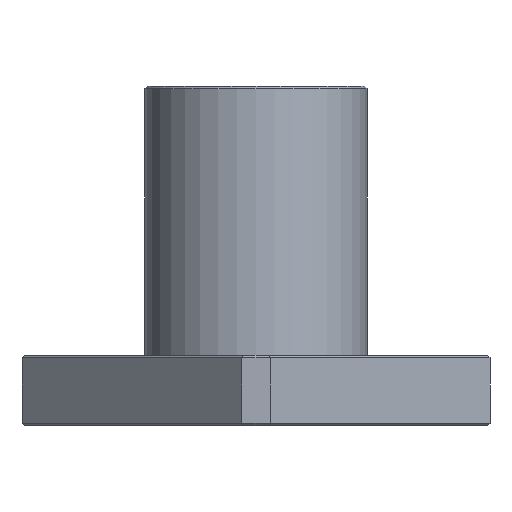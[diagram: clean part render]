
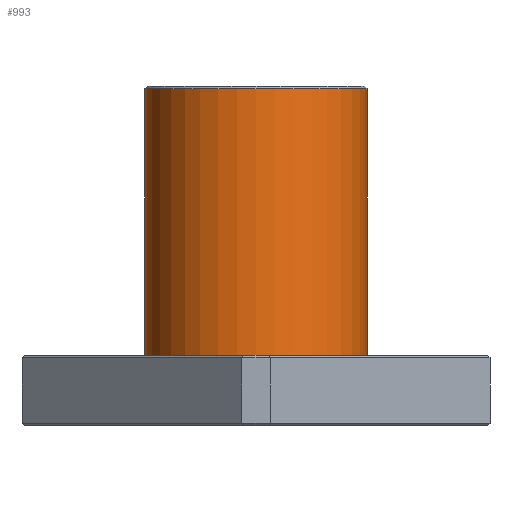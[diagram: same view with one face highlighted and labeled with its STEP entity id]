
A CAD part, front view. The second image highlights one B-rep face of the part: STEP entity #993.
In plain terms, the highlighted cylindrical face has radius 9.5 mm (diameter 19 mm), a partial arc.
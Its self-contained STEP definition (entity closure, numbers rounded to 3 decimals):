
#400 = DIRECTION ( 'NONE',  ( 0., 0., 1. ) ) ;
#404 = AXIS2_PLACEMENT_3D ( 'NONE', #7235, #400, #9373 ) ;
#412 = EDGE_CURVE ( 'NONE', #7763, #7166, #7337, .T. ) ;
#821 = CARTESIAN_POINT ( 'NONE',  ( 0., 0., 28.8 ) ) ;
#993 = ADVANCED_FACE ( 'NONE', ( #1967 ), #2912, .T. ) ;
#1199 = DIRECTION ( 'NONE',  ( 0., 0., -1. ) ) ;
#1242 = CARTESIAN_POINT ( 'NONE',  ( 9.5, 0., 6. ) ) ;
#1423 = LINE ( 'NONE', #5612, #6754 ) ;
#1581 = DIRECTION ( 'NONE',  ( 0., 0., -1. ) ) ;
#1661 = CIRCLE ( 'NONE', #3942, 9.5 ) ;
#1967 = FACE_OUTER_BOUND ( 'NONE', #4858, .T. ) ;
#2531 = AXIS2_PLACEMENT_3D ( 'NONE', #6806, #3011, #2904 ) ;
#2904 = DIRECTION ( 'NONE',  ( -1., 0., 0. ) ) ;
#2912 = CYLINDRICAL_SURFACE ( 'NONE', #2531, 9.5 ) ;
#3011 = DIRECTION ( 'NONE',  ( 0., 0., -1. ) ) ;
#3225 = DIRECTION ( 'NONE',  ( 0., 0., -1. ) ) ;
#3589 = CARTESIAN_POINT ( 'NONE',  ( 9.5, 0., 28.8 ) ) ;
#3942 = AXIS2_PLACEMENT_3D ( 'NONE', #821, #1581, #6885 ) ;
#4174 = EDGE_CURVE ( 'NONE', #8953, #7166, #7849, .T. ) ;
#4201 = ORIENTED_EDGE ( 'NONE', *, *, #4611, .T. ) ;
#4611 = EDGE_CURVE ( 'NONE', #7763, #7246, #1661, .T. ) ;
#4658 = EDGE_CURVE ( 'NONE', #7246, #8953, #1423, .T. ) ;
#4858 = EDGE_LOOP ( 'NONE', ( #9350, #4201, #5235, #8682 ) ) ;
#5235 = ORIENTED_EDGE ( 'NONE', *, *, #4658, .T. ) ;
#5547 = VECTOR ( 'NONE', #3225, 1000. ) ;
#5612 = CARTESIAN_POINT ( 'NONE',  ( -9.5, 0., 29. ) ) ;
#5877 = CARTESIAN_POINT ( 'NONE',  ( -9.5, 0., 28.8 ) ) ;
#6016 = CARTESIAN_POINT ( 'NONE',  ( -9.5, 0., 6. ) ) ;
#6754 = VECTOR ( 'NONE', #1199, 1000. ) ;
#6806 = CARTESIAN_POINT ( 'NONE',  ( 0., 0., 29. ) ) ;
#6885 = DIRECTION ( 'NONE',  ( 1., 0., 0. ) ) ;
#6902 = CARTESIAN_POINT ( 'NONE',  ( 9.5, 0., 29. ) ) ;
#7166 = VERTEX_POINT ( 'NONE', #1242 ) ;
#7235 = CARTESIAN_POINT ( 'NONE',  ( 0., 0., 6. ) ) ;
#7246 = VERTEX_POINT ( 'NONE', #5877 ) ;
#7337 = LINE ( 'NONE', #6902, #5547 ) ;
#7763 = VERTEX_POINT ( 'NONE', #3589 ) ;
#7849 = CIRCLE ( 'NONE', #404, 9.5 ) ;
#8682 = ORIENTED_EDGE ( 'NONE', *, *, #4174, .T. ) ;
#8953 = VERTEX_POINT ( 'NONE', #6016 ) ;
#9350 = ORIENTED_EDGE ( 'NONE', *, *, #412, .F. ) ;
#9373 = DIRECTION ( 'NONE',  ( 1., 0., 0. ) ) ;
